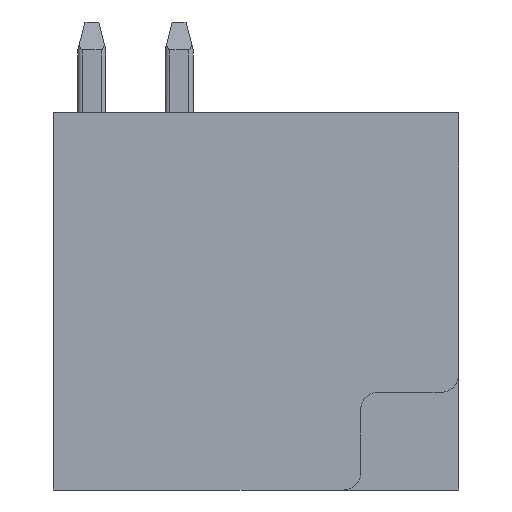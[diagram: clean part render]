
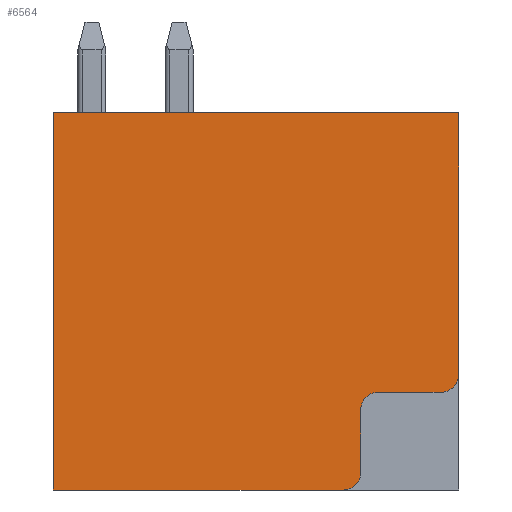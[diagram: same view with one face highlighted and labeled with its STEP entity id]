
A CAD part, front view. The second image highlights one B-rep face of the part: STEP entity #6564.
In plain terms, the highlighted planar face has unit normal (0, -1, 0).
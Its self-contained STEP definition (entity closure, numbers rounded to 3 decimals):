
#771=CARTESIAN_POINT('',(2.806,-21.,-6.124));
#772=DIRECTION('',(0.,-1.,0.));
#773=DIRECTION('',(0.,0.,-1.));
#774=AXIS2_PLACEMENT_3D('',#771,#772,#773);
#776=DIRECTION('',(-1.,0.,0.));
#777=VECTOR('',#776,8.3);
#778=CARTESIAN_POINT('',(2.806,-21.,-6.624));
#779=LINE('',#778,#777);
#780=DIRECTION('',(0.,0.,1.));
#781=VECTOR('',#780,10.8);
#782=CARTESIAN_POINT('',(-5.494,-21.,-6.624));
#783=LINE('',#782,#781);
#784=DIRECTION('',(1.,0.,0.));
#785=VECTOR('',#784,11.6);
#786=CARTESIAN_POINT('',(-5.494,-21.,4.176));
#787=LINE('',#786,#785);
#788=DIRECTION('',(0.,0.,-1.));
#789=VECTOR('',#788,7.5);
#790=CARTESIAN_POINT('',(6.106,-21.,4.176));
#791=LINE('',#790,#789);
#792=CARTESIAN_POINT('',(5.606,-21.,-3.324));
#793=DIRECTION('',(0.,-1.,0.));
#794=DIRECTION('',(0.,0.,-1.));
#795=AXIS2_PLACEMENT_3D('',#792,#793,#794);
#797=DIRECTION('',(-1.,0.,0.));
#798=VECTOR('',#797,1.8);
#799=CARTESIAN_POINT('',(5.606,-21.,-3.824));
#800=LINE('',#799,#798);
#801=DIRECTION('',(0.,0.,1.));
#802=VECTOR('',#801,1.8);
#803=CARTESIAN_POINT('',(3.306,-21.,-6.124));
#804=LINE('',#803,#802);
#822=CARTESIAN_POINT('',(3.806,-21.,-4.324));
#823=DIRECTION('',(0.,1.,0.));
#824=DIRECTION('',(-1.,0.,0.));
#825=AXIS2_PLACEMENT_3D('',#822,#823,#824);
#4795=CARTESIAN_POINT('',(-5.494,-21.,-6.624));
#4796=CARTESIAN_POINT('',(-5.494,-21.,4.176));
#4797=VERTEX_POINT('',#4795);
#4798=VERTEX_POINT('',#4796);
#4799=CARTESIAN_POINT('',(6.106,-21.,4.176));
#4800=VERTEX_POINT('',#4799);
#4833=CARTESIAN_POINT('',(3.306,-21.,-4.324));
#4834=VERTEX_POINT('',#4833);
#4835=CARTESIAN_POINT('',(3.806,-21.,-3.824));
#4836=VERTEX_POINT('',#4835);
#4837=CARTESIAN_POINT('',(2.806,-21.,-6.624));
#4838=CARTESIAN_POINT('',(3.306,-21.,-6.124));
#4839=VERTEX_POINT('',#4837);
#4840=VERTEX_POINT('',#4838);
#4845=CARTESIAN_POINT('',(5.606,-21.,-3.824));
#4847=VERTEX_POINT('',#4845);
#4849=CARTESIAN_POINT('',(6.106,-21.,-3.324));
#4850=VERTEX_POINT('',#4849);
#6543=CARTESIAN_POINT('',(0.,-21.,0.));
#6544=DIRECTION('',(0.,1.,0.));
#6545=DIRECTION('',(1.,0.,0.));
#6546=AXIS2_PLACEMENT_3D('',#6543,#6544,#6545);
#6547=PLANE('',#6546);
#6549=ORIENTED_EDGE('',*,*,#6548,.F.);
#6550=ORIENTED_EDGE('',*,*,#6361,.T.);
#6551=ORIENTED_EDGE('',*,*,#6380,.T.);
#6552=ORIENTED_EDGE('',*,*,#6393,.T.);
#6553=ORIENTED_EDGE('',*,*,#6048,.T.);
#6555=ORIENTED_EDGE('',*,*,#6554,.F.);
#6557=ORIENTED_EDGE('',*,*,#6556,.T.);
#6559=ORIENTED_EDGE('',*,*,#6558,.F.);
#6561=ORIENTED_EDGE('',*,*,#6560,.F.);
#6562=EDGE_LOOP('',(#6549,#6550,#6551,#6552,#6553,#6555,#6557,#6559,#6561));
#6563=FACE_OUTER_BOUND('',#6562,.F.);
#6564=ADVANCED_FACE('',(#6563),#6547,.F.);
#775=CIRCLE('',#774,0.5);
#796=CIRCLE('',#795,0.5);
#826=CIRCLE('',#825,0.5);
#6048=EDGE_CURVE('',#4800,#4850,#791,.T.);
#6361=EDGE_CURVE('',#4839,#4797,#779,.T.);
#6380=EDGE_CURVE('',#4797,#4798,#783,.T.);
#6393=EDGE_CURVE('',#4798,#4800,#787,.T.);
#6548=EDGE_CURVE('',#4839,#4840,#775,.T.);
#6554=EDGE_CURVE('',#4847,#4850,#796,.T.);
#6556=EDGE_CURVE('',#4847,#4836,#800,.T.);
#6558=EDGE_CURVE('',#4834,#4836,#826,.T.);
#6560=EDGE_CURVE('',#4840,#4834,#804,.T.);
